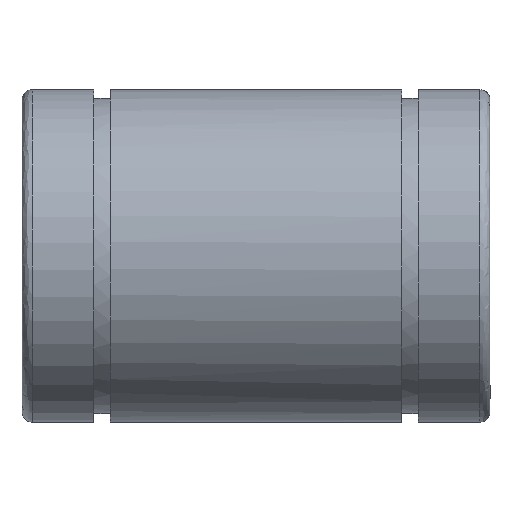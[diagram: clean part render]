
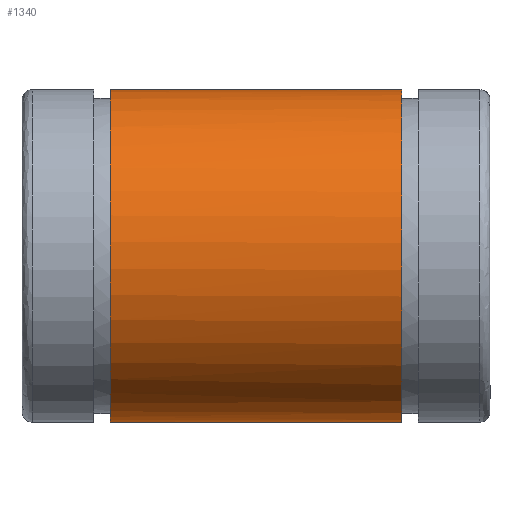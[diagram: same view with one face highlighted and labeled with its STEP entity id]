
A CAD part, front view. The second image highlights one B-rep face of the part: STEP entity #1340.
In plain terms, the highlighted free-form (B-spline) face has degree [3, 1] with [7, 2] control points.
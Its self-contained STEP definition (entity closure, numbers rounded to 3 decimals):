
#610 = CARTESIAN_POINT ('', (36.5, 0., -16.));
#620 = VERTEX_POINT ('', #610);
#630 = CARTESIAN_POINT ('', (36.5, 0., 16.));
#640 = VERTEX_POINT ('', #630);
#650 = CARTESIAN_POINT ('', (36.5, 0., -16.));
#660 = CARTESIAN_POINT ('', (36.5, -32., -16.));
#670 = CARTESIAN_POINT ('', (36.5, -32., 16.));
#680 = CARTESIAN_POINT ('', (36.5, 0., 16.));
#690 = (
   BOUNDED_CURVE ()
   B_SPLINE_CURVE (3, (#650, #660, #670, #680), .UNSPECIFIED., .F., .U.)
   B_SPLINE_CURVE_WITH_KNOTS ((4, 4), (0., 1.), .UNSPECIFIED.)
   CURVE ()
   GEOMETRIC_REPRESENTATION_ITEM ()
   RATIONAL_B_SPLINE_CURVE ((1., 0.333, 0.333, 1.))
   REPRESENTATION_ITEM ('')
);
#700 = EDGE_CURVE ('', #620, #640, #690, .T.);
#720 = CARTESIAN_POINT ('', (36.5, 0., 16.));
#730 = CARTESIAN_POINT ('', (36.5, 32., 16.));
#740 = CARTESIAN_POINT ('', (36.5, 32., -16.));
#750 = CARTESIAN_POINT ('', (36.5, 0., -16.));
#760 = (
   BOUNDED_CURVE ()
   B_SPLINE_CURVE (3, (#720, #730, #740, #750), .UNSPECIFIED., .F., .U.)
   B_SPLINE_CURVE_WITH_KNOTS ((4, 4), (0., 1.), .UNSPECIFIED.)
   CURVE ()
   GEOMETRIC_REPRESENTATION_ITEM ()
   RATIONAL_B_SPLINE_CURVE ((1., 0.333, 0.333, 1.))
   REPRESENTATION_ITEM ('')
);
#770 = EDGE_CURVE ('', #640, #620, #760, .T.);
#910 = ORIENTED_EDGE ('', *, *, #770, .T.);
#920 = CARTESIAN_POINT ('', (8.5, 0., -16.));
#930 = VERTEX_POINT ('', #920);
#940 = CARTESIAN_POINT ('', (36.5, 0., -16.));
#950 = CARTESIAN_POINT ('', (8.5, 0., -16.));
#960 = B_SPLINE_CURVE_WITH_KNOTS ('', 1, (#940, #950), .UNSPECIFIED., .F., .U., (2, 2), (0., 1.), .UNSPECIFIED.);
#970 = EDGE_CURVE ('', #620, #930, #960, .T.);
#980 = ORIENTED_EDGE ('', *, *, #970, .T.);
#990 = CARTESIAN_POINT ('', (8.5, 0., 16.));
#1000 = VERTEX_POINT ('', #990);
#1010 = CARTESIAN_POINT ('', (8.5, 0., -16.));
#1020 = CARTESIAN_POINT ('', (8.5, 32., -16.));
#1030 = CARTESIAN_POINT ('', (8.5, 32., 16.));
#1040 = CARTESIAN_POINT ('', (8.5, 0., 16.));
#1050 = (
   BOUNDED_CURVE ()
   B_SPLINE_CURVE (3, (#1010, #1020, #1030, #1040), .UNSPECIFIED., .F., .U.)
   B_SPLINE_CURVE_WITH_KNOTS ((4, 4), (0., 1.), .UNSPECIFIED.)
   CURVE ()
   GEOMETRIC_REPRESENTATION_ITEM ()
   RATIONAL_B_SPLINE_CURVE ((1., 0.333, 0.333, 1.))
   REPRESENTATION_ITEM ('')
);
#1060 = EDGE_CURVE ('', #930, #1000, #1050, .T.);
#1070 = ORIENTED_EDGE ('', *, *, #1060, .T.);
#1080 = CARTESIAN_POINT ('', (8.5, 0., 16.));
#1090 = CARTESIAN_POINT ('', (8.5, -32., 16.));
#1100 = CARTESIAN_POINT ('', (8.5, -32., -16.));
#1110 = CARTESIAN_POINT ('', (8.5, 0., -16.));
#1120 = (
   BOUNDED_CURVE ()
   B_SPLINE_CURVE (3, (#1080, #1090, #1100, #1110), .UNSPECIFIED., .F., .U.)
   B_SPLINE_CURVE_WITH_KNOTS ((4, 4), (0., 1.), .UNSPECIFIED.)
   CURVE ()
   GEOMETRIC_REPRESENTATION_ITEM ()
   RATIONAL_B_SPLINE_CURVE ((1., 0.333, 0.333, 1.))
   REPRESENTATION_ITEM ('')
);
#1130 = EDGE_CURVE ('', #1000, #930, #1120, .T.);
#1140 = ORIENTED_EDGE ('', *, *, #1130, .T.);
#1150 = ORIENTED_EDGE ('', *, *, #970, .F.);
#1160 = ORIENTED_EDGE ('', *, *, #700, .T.);
#1170 = EDGE_LOOP ('', (#910, #980, #1070, #1140, #1150, #1160));
#1180 = FACE_OUTER_BOUND ('', #1170, .T.);
#1190 = CARTESIAN_POINT ('', (5.7, 0., -16.));
#1200 = CARTESIAN_POINT ('', (39.3, 0., -16.));
#1210 = CARTESIAN_POINT ('', (5.7, 32., -16.));
#1220 = CARTESIAN_POINT ('', (39.3, 32., -16.));
#1230 = CARTESIAN_POINT ('', (5.7, 32., 16.));
#1240 = CARTESIAN_POINT ('', (39.3, 32., 16.));
#1250 = CARTESIAN_POINT ('', (5.7, 0., 16.));
#1260 = CARTESIAN_POINT ('', (39.3, 0., 16.));
#1270 = CARTESIAN_POINT ('', (5.7, -32., 16.));
#1280 = CARTESIAN_POINT ('', (39.3, -32., 16.));
#1290 = CARTESIAN_POINT ('', (5.7, -32., -16.));
#1300 = CARTESIAN_POINT ('', (39.3, -32., -16.));
#1310 = CARTESIAN_POINT ('', (5.7, 0., -16.));
#1320 = CARTESIAN_POINT ('', (39.3, 0., -16.));
#1330 = (
   BOUNDED_SURFACE ()
   B_SPLINE_SURFACE (3, 1, ((#1190, #1200), (#1210, #1220), (#1230, #1240), (#1250, #1260), (#1270, #1280), (#1290, #1300), (#1310, #1320)), .UNSPECIFIED., .T., .F., .U.)
   B_SPLINE_SURFACE_WITH_KNOTS ((4, 3, 4), (2, 2), (0., 0.5, 1.), (0., 1.), .UNSPECIFIED.)
   SURFACE ()
   GEOMETRIC_REPRESENTATION_ITEM ()
   RATIONAL_B_SPLINE_SURFACE (((1., 1.), (0.333, 0.333), (0.333, 0.333), (1., 1.), (0.333, 0.333), (0.333, 0.333), (1., 1.)))
   REPRESENTATION_ITEM ('')
);
#1340 = ADVANCED_FACE ('', (#1180), #1330, .T.);
